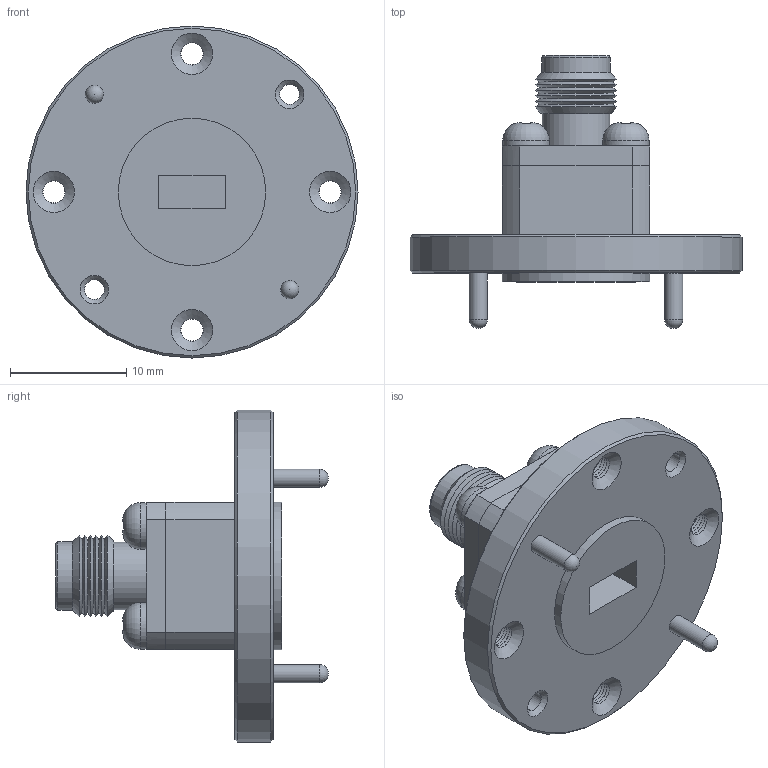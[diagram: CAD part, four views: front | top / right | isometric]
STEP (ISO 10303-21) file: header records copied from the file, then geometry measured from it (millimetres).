
FILE_DESCRIPTION (( 'STEP AP214' ), '1' );
FILE_NAME ('PEWCA1110_3D.STEP', '2020-05-21T13:18:10', ( '' ), ( '' ), 'SwSTEP 2.0', 'SolidWorks 2018', '' );
FILE_SCHEMA (( 'AUTOMOTIVE_DESIGN' ));
Length unit declared in the file: inch
Products named in the file (1): PEWCA1110_3D
Bounding box: 28.6 x 23.5 x 28.6 mm (x, y, z)
Volume: 3303.4 mm3; surface area: 3225.8 mm2
Topology: 4 solids, 4 shells, 224 faces, 509 edges, 311 vertices
Faces by surface type: plane 94, cone 83, cylinder 40, torus 7
Full cylindrical faces by diameter (mm): 0.305 x1, 0.711 x1, 0.729 x1, 1.564 x4, 1.699 x2, 1.824 x1, 1.875 x1, 2.608 x4, 4.009 x4, 4.787 x1, 5.843 x1, 5.879 x1, 12.7 x1, 28.602 x1
Entity records: 5635 total; most frequent: CARTESIAN_POINT 1039, DIRECTION 960, ORIENTED_EDGE 754, AXIS2_PLACEMENT_3D 406, EDGE_CURVE 377, EDGE_LOOP 372, VERTEX_POINT 293, FACE_OUTER_BOUND 255
